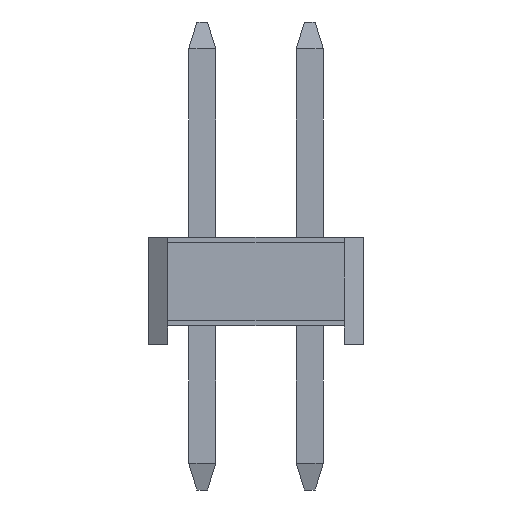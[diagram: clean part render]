
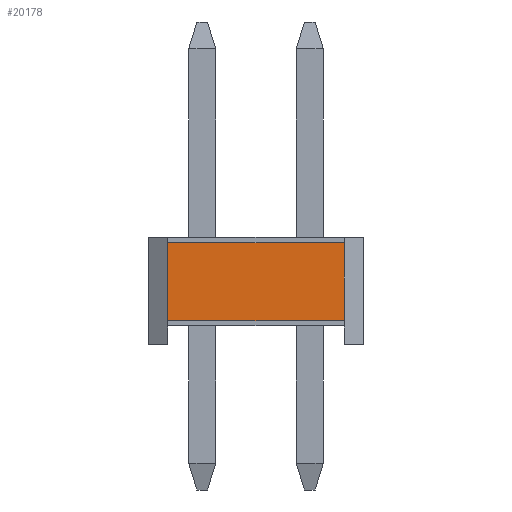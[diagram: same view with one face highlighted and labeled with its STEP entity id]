
A CAD part, front view. The second image highlights one B-rep face of the part: STEP entity #20178.
In plain terms, the highlighted face is planar.
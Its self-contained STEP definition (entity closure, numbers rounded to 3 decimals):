
#1728=ORIENTED_EDGE('',*,*,#5040,.F.);
#1729=ORIENTED_EDGE('',*,*,#4061,.F.);
#1730=ORIENTED_EDGE('',*,*,#5041,.F.);
#1731=ORIENTED_EDGE('',*,*,#4073,.F.);
#4061=EDGE_CURVE('',#6071,#6070,#7301,.T.);
#4073=EDGE_CURVE('',#6082,#6083,#7313,.T.);
#5040=EDGE_CURVE('',#6070,#6082,#8280,.T.);
#5041=EDGE_CURVE('',#6083,#6071,#8281,.T.);
#6070=VERTEX_POINT('',#25265);
#6071=VERTEX_POINT('',#25267);
#6082=VERTEX_POINT('',#25295);
#6083=VERTEX_POINT('',#25296);
#7301=LINE('',#25268,#9313);
#7313=LINE('',#25294,#9325);
#8280=LINE('',#27222,#10292);
#8281=LINE('',#27224,#10293);
#9313=VECTOR('',#21561,1000.);
#9325=VECTOR('',#21581,1000.);
#10292=VECTOR('',#23194,1000.);
#10293=VECTOR('',#23197,1000.);
#11670=EDGE_LOOP('',(#1728,#1729,#1730,#1731));
#12568=FACE_BOUND('',#11670,.T.);
#13440=PLANE('',#21027);
#20178=ADVANCED_FACE('',(#12568),#13440,.F.);
#21027=AXIS2_PLACEMENT_3D('',#27225,#23198,#23199);
#21561=DIRECTION('',(0.,-1.,0.));
#21581=DIRECTION('',(0.,1.,0.));
#23194=DIRECTION('',(0.,0.,1.));
#23197=DIRECTION('',(0.,0.,-1.));
#23198=DIRECTION('',(-1.,0.,0.));
#23199=DIRECTION('',(0.,0.,1.));
#25265=CARTESIAN_POINT('',(14.,-1.64,-0.55));
#25267=CARTESIAN_POINT('',(14.,1.64,-0.55));
#25268=CARTESIAN_POINT('',(14.,1.64,-0.55));
#25294=CARTESIAN_POINT('',(14.,0.,0.9));
#25295=CARTESIAN_POINT('',(14.,-1.64,0.9));
#25296=CARTESIAN_POINT('',(14.,1.64,0.9));
#27222=CARTESIAN_POINT('',(14.,-1.64,0.));
#27224=CARTESIAN_POINT('',(14.,1.64,0.));
#27225=CARTESIAN_POINT('',(14.,0.,0.));
